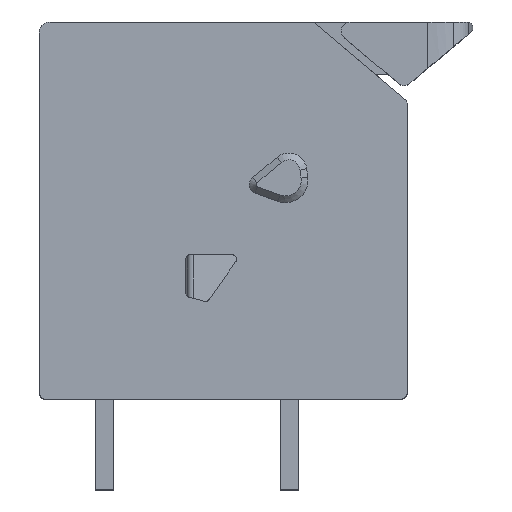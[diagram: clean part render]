
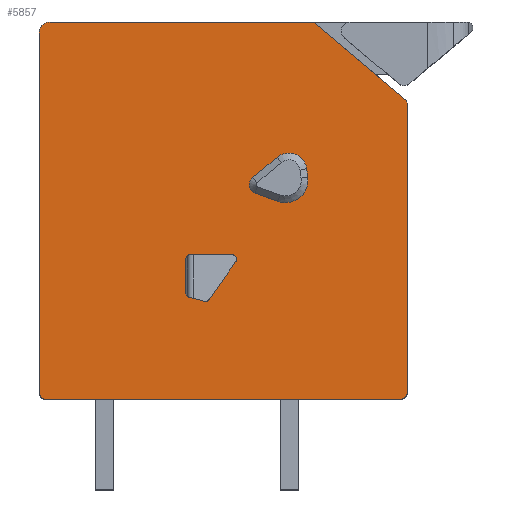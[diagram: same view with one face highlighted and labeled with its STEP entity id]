
A CAD part, top view. The second image highlights one B-rep face of the part: STEP entity #5857.
In plain terms, the highlighted planar face has unit normal (0, 0, 1).
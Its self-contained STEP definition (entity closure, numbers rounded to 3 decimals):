
#85=CIRCLE('',#6150,0.2);
#86=CIRCLE('',#6154,0.2);
#88=CIRCLE('',#6158,0.3);
#89=CIRCLE('',#6159,0.3);
#90=CIRCLE('',#6160,0.3);
#91=CIRCLE('',#6161,0.5);
#92=CIRCLE('',#6162,0.3);
#93=CIRCLE('',#6163,0.2);
#94=CIRCLE('',#6164,0.2);
#95=CIRCLE('',#6165,0.4);
#96=CIRCLE('',#6166,0.8);
#97=CIRCLE('',#6167,1.);
#367=LINE('',#8022,#799);
#412=LINE('',#8165,#844);
#416=LINE('',#8177,#848);
#420=LINE('',#8189,#852);
#422=LINE('',#8195,#854);
#423=LINE('',#8201,#855);
#424=LINE('',#8205,#856);
#425=LINE('',#8209,#857);
#426=LINE('',#8212,#858);
#427=LINE('',#8220,#859);
#428=LINE('',#8224,#860);
#429=LINE('',#8228,#861);
#799=VECTOR('',#6662,1000.);
#844=VECTOR('',#6733,1000.);
#848=VECTOR('',#6745,1000.);
#852=VECTOR('',#6757,1000.);
#854=VECTOR('',#6763,1000.);
#855=VECTOR('',#6768,1000.);
#856=VECTOR('',#6771,1000.);
#857=VECTOR('',#6774,1000.);
#858=VECTOR('',#6777,1000.);
#859=VECTOR('',#6784,1000.);
#860=VECTOR('',#6787,1000.);
#861=VECTOR('',#6790,1000.);
#1372=ORIENTED_EDGE('',*,*,#2642,.T.);
#1373=ORIENTED_EDGE('',*,*,#2643,.T.);
#1374=ORIENTED_EDGE('',*,*,#2566,.T.);
#1375=ORIENTED_EDGE('',*,*,#2644,.T.);
#1376=ORIENTED_EDGE('',*,*,#2645,.T.);
#1377=ORIENTED_EDGE('',*,*,#2646,.T.);
#1378=ORIENTED_EDGE('',*,*,#2647,.T.);
#1379=ORIENTED_EDGE('',*,*,#2648,.T.);
#1380=ORIENTED_EDGE('',*,*,#2649,.T.);
#1381=ORIENTED_EDGE('',*,*,#2650,.T.);
#1382=ORIENTED_EDGE('',*,*,#2651,.F.);
#1383=ORIENTED_EDGE('',*,*,#2652,.F.);
#1384=ORIENTED_EDGE('',*,*,#2639,.F.);
#1385=ORIENTED_EDGE('',*,*,#2636,.F.);
#1386=ORIENTED_EDGE('',*,*,#2633,.F.);
#1387=ORIENTED_EDGE('',*,*,#2630,.F.);
#1388=ORIENTED_EDGE('',*,*,#2627,.F.);
#1389=ORIENTED_EDGE('',*,*,#2653,.F.);
#1390=ORIENTED_EDGE('',*,*,#2654,.F.);
#1391=ORIENTED_EDGE('',*,*,#2655,.F.);
#1392=ORIENTED_EDGE('',*,*,#2656,.F.);
#1393=ORIENTED_EDGE('',*,*,#2657,.F.);
#1394=ORIENTED_EDGE('',*,*,#2658,.F.);
#1395=ORIENTED_EDGE('',*,*,#2659,.F.);
#2566=EDGE_CURVE('',#3194,#3197,#367,.T.);
#2627=EDGE_CURVE('',#3258,#3259,#412,.T.);
#2630=EDGE_CURVE('',#3259,#3261,#85,.T.);
#2633=EDGE_CURVE('',#3261,#3263,#416,.T.);
#2636=EDGE_CURVE('',#3263,#3265,#86,.T.);
#2639=EDGE_CURVE('',#3265,#3267,#420,.T.);
#2642=EDGE_CURVE('',#3269,#3270,#422,.T.);
#2643=EDGE_CURVE('',#3270,#3194,#88,.T.);
#2644=EDGE_CURVE('',#3197,#3271,#89,.T.);
#2645=EDGE_CURVE('',#3271,#3272,#423,.T.);
#2646=EDGE_CURVE('',#3272,#3273,#90,.T.);
#2647=EDGE_CURVE('',#3273,#3274,#424,.T.);
#2648=EDGE_CURVE('',#3274,#3275,#91,.T.);
#2649=EDGE_CURVE('',#3275,#3276,#425,.T.);
#2650=EDGE_CURVE('',#3276,#3269,#92,.T.);
#2651=EDGE_CURVE('',#3277,#3278,#426,.T.);
#2652=EDGE_CURVE('',#3267,#3277,#93,.T.);
#2653=EDGE_CURVE('',#3278,#3258,#94,.T.);
#2654=EDGE_CURVE('',#3279,#3280,#95,.T.);
#2655=EDGE_CURVE('',#3281,#3279,#427,.T.);
#2656=EDGE_CURVE('',#3282,#3281,#96,.T.);
#2657=EDGE_CURVE('',#3283,#3282,#428,.T.);
#2658=EDGE_CURVE('',#3284,#3283,#97,.T.);
#2659=EDGE_CURVE('',#3280,#3284,#429,.T.);
#3194=VERTEX_POINT('',#8016);
#3197=VERTEX_POINT('',#8021);
#3258=VERTEX_POINT('',#8164);
#3259=VERTEX_POINT('',#8166);
#3261=VERTEX_POINT('',#8172);
#3263=VERTEX_POINT('',#8178);
#3265=VERTEX_POINT('',#8184);
#3267=VERTEX_POINT('',#8190);
#3269=VERTEX_POINT('',#8196);
#3270=VERTEX_POINT('',#8197);
#3271=VERTEX_POINT('',#8200);
#3272=VERTEX_POINT('',#8202);
#3273=VERTEX_POINT('',#8204);
#3274=VERTEX_POINT('',#8206);
#3275=VERTEX_POINT('',#8208);
#3276=VERTEX_POINT('',#8210);
#3277=VERTEX_POINT('',#8213);
#3278=VERTEX_POINT('',#8214);
#3279=VERTEX_POINT('',#8218);
#3280=VERTEX_POINT('',#8219);
#3281=VERTEX_POINT('',#8221);
#3282=VERTEX_POINT('',#8223);
#3283=VERTEX_POINT('',#8225);
#3284=VERTEX_POINT('',#8227);
#3556=EDGE_LOOP('',(#1372,#1373,#1374,#1375,#1376,#1377,#1378,#1379,#1380,
#1381));
#3557=EDGE_LOOP('',(#1382,#1383,#1384,#1385,#1386,#1387,#1388,#1389));
#3558=EDGE_LOOP('',(#1390,#1391,#1392,#1393,#1394,#1395));
#3803=FACE_BOUND('',#3556,.T.);
#3804=FACE_BOUND('',#3557,.T.);
#3805=FACE_BOUND('',#3558,.T.);
#4040=PLANE('',#6157);
#5857=ADVANCED_FACE('',(#3803,#3804,#3805),#4040,.T.);
#6150=AXIS2_PLACEMENT_3D('',#8171,#6739,#6740);
#6154=AXIS2_PLACEMENT_3D('',#8183,#6751,#6752);
#6157=AXIS2_PLACEMENT_3D('',#8194,#6761,#6762);
#6158=AXIS2_PLACEMENT_3D('',#8198,#6764,#6765);
#6159=AXIS2_PLACEMENT_3D('',#8199,#6766,#6767);
#6160=AXIS2_PLACEMENT_3D('',#8203,#6769,#6770);
#6161=AXIS2_PLACEMENT_3D('',#8207,#6772,#6773);
#6162=AXIS2_PLACEMENT_3D('',#8211,#6775,#6776);
#6163=AXIS2_PLACEMENT_3D('',#8215,#6778,#6779);
#6164=AXIS2_PLACEMENT_3D('',#8216,#6780,#6781);
#6165=AXIS2_PLACEMENT_3D('',#8217,#6782,#6783);
#6166=AXIS2_PLACEMENT_3D('',#8222,#6785,#6786);
#6167=AXIS2_PLACEMENT_3D('',#8226,#6788,#6789);
#6662=DIRECTION('',(0.,1.,0.));
#6733=DIRECTION('',(0.966,-0.259,0.));
#6739=DIRECTION('',(0.,0.,1.));
#6740=DIRECTION('',(1.,0.,0.));
#6745=DIRECTION('',(0.574,0.819,0.));
#6751=DIRECTION('',(0.,0.,1.));
#6752=DIRECTION('',(1.,0.,0.));
#6757=DIRECTION('',(-1.,0.,0.));
#6761=DIRECTION('',(0.,0.,1.));
#6762=DIRECTION('',(1.,0.,0.));
#6763=DIRECTION('',(1.,0.,0.));
#6764=DIRECTION('',(0.,0.,1.));
#6765=DIRECTION('',(1.,0.,0.));
#6766=DIRECTION('',(0.,0.,1.));
#6767=DIRECTION('',(1.,0.,0.));
#6768=DIRECTION('',(-0.766,0.643,0.));
#6769=DIRECTION('',(0.,0.,1.));
#6770=DIRECTION('',(1.,0.,0.));
#6771=DIRECTION('',(-1.,0.,0.));
#6772=DIRECTION('',(0.,0.,1.));
#6773=DIRECTION('',(1.,0.,0.));
#6774=DIRECTION('',(0.,-1.,0.));
#6775=DIRECTION('',(0.,0.,1.));
#6776=DIRECTION('',(1.,0.,0.));
#6777=DIRECTION('',(0.,-1.,0.));
#6778=DIRECTION('',(0.,0.,1.));
#6779=DIRECTION('',(1.,0.,0.));
#6780=DIRECTION('',(0.,0.,1.));
#6781=DIRECTION('',(1.,0.,0.));
#6782=DIRECTION('',(0.,0.,1.));
#6783=DIRECTION('',(1.,0.,0.));
#6784=DIRECTION('',(-0.77,-0.638,0.));
#6785=DIRECTION('',(0.,0.,1.));
#6786=DIRECTION('',(1.,0.,0.));
#6787=DIRECTION('',(-0.128,0.992,0.));
#6788=DIRECTION('',(0.,0.,1.));
#6789=DIRECTION('',(1.,0.,0.));
#6790=DIRECTION('',(0.939,-0.343,0.));
#8016=CARTESIAN_POINT('',(5.2,0.3,10.));
#8021=CARTESIAN_POINT('',(5.2,13.06,10.));
#8022=CARTESIAN_POINT('',(5.2,0.3,10.));
#8164=CARTESIAN_POINT('',(-4.452,4.515,10.));
#8165=CARTESIAN_POINT('',(-4.452,4.515,10.));
#8166=CARTESIAN_POINT('',(-3.785,4.336,10.));
#8171=CARTESIAN_POINT('',(-3.734,4.529,10.));
#8172=CARTESIAN_POINT('',(-3.57,4.415,10.));
#8177=CARTESIAN_POINT('',(-3.57,4.415,10.));
#8178=CARTESIAN_POINT('',(-2.4,6.085,10.));
#8183=CARTESIAN_POINT('',(-2.564,6.2,10.));
#8184=CARTESIAN_POINT('',(-2.564,6.4,10.));
#8189=CARTESIAN_POINT('',(-2.564,6.4,10.));
#8190=CARTESIAN_POINT('',(-4.4,6.4,10.));
#8194=CARTESIAN_POINT('',(-10.6,16.2,10.));
#8195=CARTESIAN_POINT('',(-10.8,0.,10.));
#8196=CARTESIAN_POINT('',(-10.8,0.,10.));
#8197=CARTESIAN_POINT('',(4.9,0.,10.));
#8198=CARTESIAN_POINT('',(4.9,0.3,10.));
#8199=CARTESIAN_POINT('',(4.9,13.06,10.));
#8200=CARTESIAN_POINT('',(5.093,13.29,10.));
#8201=CARTESIAN_POINT('',(5.093,13.29,10.));
#8202=CARTESIAN_POINT('',(1.113,16.63,10.));
#8203=CARTESIAN_POINT('',(0.92,16.4,10.));
#8204=CARTESIAN_POINT('',(0.92,16.7,10.));
#8205=CARTESIAN_POINT('',(0.92,16.7,10.));
#8206=CARTESIAN_POINT('',(-10.6,16.7,10.));
#8207=CARTESIAN_POINT('',(-10.6,16.2,10.));
#8208=CARTESIAN_POINT('',(-11.1,16.2,10.));
#8209=CARTESIAN_POINT('',(-11.1,16.2,10.));
#8210=CARTESIAN_POINT('',(-11.1,0.3,10.));
#8211=CARTESIAN_POINT('',(-10.8,0.3,10.));
#8212=CARTESIAN_POINT('',(-4.6,6.2,10.));
#8213=CARTESIAN_POINT('',(-4.6,6.2,10.));
#8214=CARTESIAN_POINT('',(-4.6,4.708,10.));
#8215=CARTESIAN_POINT('',(-4.4,6.2,10.));
#8216=CARTESIAN_POINT('',(-4.4,4.708,10.));
#8217=CARTESIAN_POINT('',(-1.4,9.5,10.));
#8218=CARTESIAN_POINT('',(-1.655,9.808,10.));
#8219=CARTESIAN_POINT('',(-1.537,9.124,10.));
#8220=CARTESIAN_POINT('',(-0.561,10.716,10.));
#8221=CARTESIAN_POINT('',(-0.561,10.716,10.));
#8222=CARTESIAN_POINT('',(-0.05,10.1,10.));
#8223=CARTESIAN_POINT('',(0.743,10.202,10.));
#8224=CARTESIAN_POINT('',(0.792,9.828,10.));
#8225=CARTESIAN_POINT('',(0.792,9.828,10.));
#8226=CARTESIAN_POINT('',(-0.2,9.7,10.));
#8227=CARTESIAN_POINT('',(-0.543,8.761,10.));
#8228=CARTESIAN_POINT('',(-1.537,9.124,10.));
